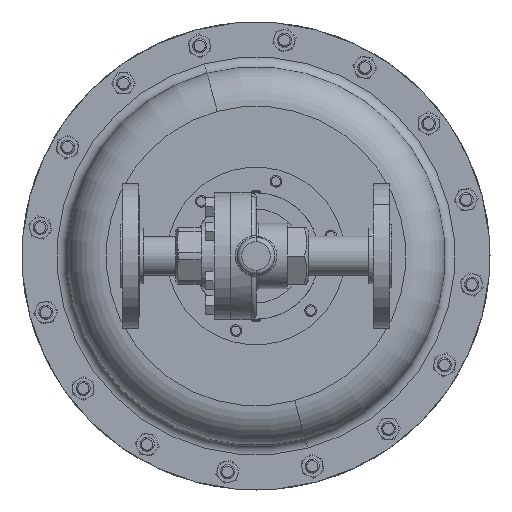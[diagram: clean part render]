
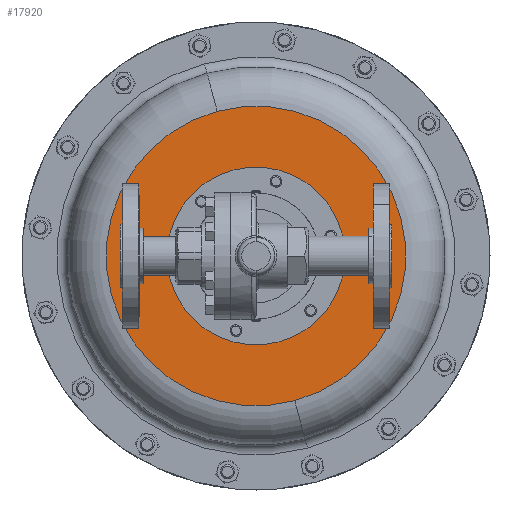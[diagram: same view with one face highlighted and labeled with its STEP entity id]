
A CAD part, front view. The second image highlights one B-rep face of the part: STEP entity #17920.
In plain terms, the highlighted planar face has unit normal (0, -1, 0).
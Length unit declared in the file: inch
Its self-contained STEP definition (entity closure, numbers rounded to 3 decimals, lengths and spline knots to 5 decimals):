
#155 = VERTEX_POINT ( 'NONE', #13293 ) ;
#581 = CARTESIAN_POINT ( 'NONE',  ( 1.54942, 9.31137, 3.28012 ) ) ;
#892 = CIRCLE ( 'NONE', #19693, 4. ) ;
#1608 = DIRECTION ( 'NONE',  ( 0.707, 0., 0.707 ) ) ;
#2129 = DIRECTION ( 'NONE',  ( 0., 1., 0. ) ) ;
#2249 = DIRECTION ( 'NONE',  ( 0., -1., 0. ) ) ;
#2854 = DIRECTION ( 'NONE',  ( -0.259, 0., 0.966 ) ) ;
#4418 = VERTEX_POINT ( 'NONE', #16011 ) ;
#8189 = DIRECTION ( 'NONE',  ( 0., 1., 0. ) ) ;
#8911 = CARTESIAN_POINT ( 'NONE',  ( 5.41313, 9.31137, 4.3154 ) ) ;
#10909 = CIRCLE ( 'NONE', #18820, 2.375 ) ;
#12369 = CIRCLE ( 'NONE', #26502, 2.375 ) ;
#12857 = AXIS2_PLACEMENT_3D ( 'NONE', #8911, #2249, #18010 ) ;
#13293 = CARTESIAN_POINT ( 'NONE',  ( 2.5847, 9.31137, -0.58358 ) ) ;
#13514 = EDGE_LOOP ( 'NONE', ( #18552, #17570 ) ) ;
#14038 = CARTESIAN_POINT ( 'NONE',  ( -0.12996, 9.31137, 1.60074 ) ) ;
#14136 = EDGE_LOOP ( 'NONE', ( #14735, #18848 ) ) ;
#14735 = ORIENTED_EDGE ( 'NONE', *, *, #28777, .F. ) ;
#15054 = DIRECTION ( 'NONE',  ( 0., 1., 0. ) ) ;
#15592 = CARTESIAN_POINT ( 'NONE',  ( 1.54942, 9.31137, 3.28012 ) ) ;
#15594 = FACE_BOUND ( 'NONE', #13514, .T. ) ;
#16011 = CARTESIAN_POINT ( 'NONE',  ( 3.2288, 9.31137, 4.9595 ) ) ;
#16329 = DIRECTION ( 'NONE',  ( 0., 1., 0. ) ) ;
#16763 = VERTEX_POINT ( 'NONE', #26086 ) ;
#17570 = ORIENTED_EDGE ( 'NONE', *, *, #20561, .T. ) ;
#17894 = DIRECTION ( 'NONE',  ( -0.259, 0., 0.966 ) ) ;
#17920 = ADVANCED_FACE ( 'NONE', ( #20237, #15594 ), #29193, .T. ) ;
#18010 = DIRECTION ( 'NONE',  ( 0.259, 0., -0.966 ) ) ;
#18552 = ORIENTED_EDGE ( 'NONE', *, *, #21409, .T. ) ;
#18820 = AXIS2_PLACEMENT_3D ( 'NONE', #28558, #15054, #1608 ) ;
#18848 = ORIENTED_EDGE ( 'NONE', *, *, #29106, .F. ) ;
#19141 = AXIS2_PLACEMENT_3D ( 'NONE', #15592, #2129, #17894 ) ;
#19693 = AXIS2_PLACEMENT_3D ( 'NONE', #581, #16329, #2854 ) ;
#20237 = FACE_OUTER_BOUND ( 'NONE', #14136, .T. ) ;
#20561 = EDGE_CURVE ( 'NONE', #4418, #20939, #12369, .T. ) ;
#20939 = VERTEX_POINT ( 'NONE', #14038 ) ;
#21409 = EDGE_CURVE ( 'NONE', #20939, #4418, #10909, .T. ) ;
#21727 = CARTESIAN_POINT ( 'NONE',  ( 1.54942, 9.31137, 3.28012 ) ) ;
#23973 = DIRECTION ( 'NONE',  ( 0.707, 0., 0.707 ) ) ;
#24475 = CIRCLE ( 'NONE', #19141, 4. ) ;
#26086 = CARTESIAN_POINT ( 'NONE',  ( 0.51415, 9.31137, 7.14382 ) ) ;
#26502 = AXIS2_PLACEMENT_3D ( 'NONE', #21727, #8189, #23973 ) ;
#28558 = CARTESIAN_POINT ( 'NONE',  ( 1.54942, 9.31137, 3.28012 ) ) ;
#28777 = EDGE_CURVE ( 'NONE', #16763, #155, #892, .T. ) ;
#29106 = EDGE_CURVE ( 'NONE', #155, #16763, #24475, .T. ) ;
#29193 = PLANE ( 'NONE',  #12857 ) ;
